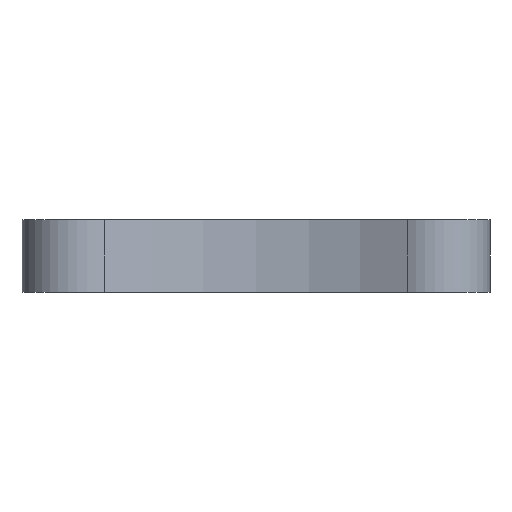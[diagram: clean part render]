
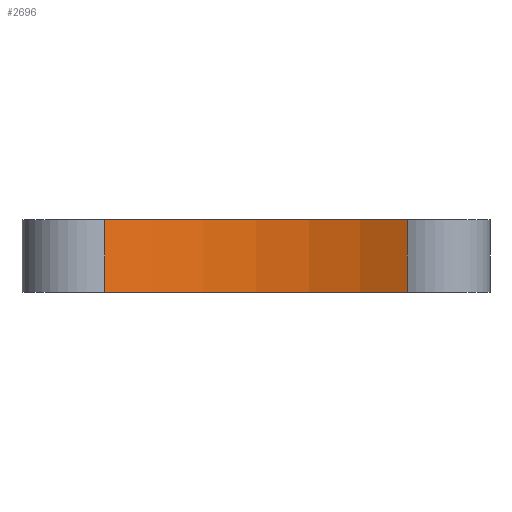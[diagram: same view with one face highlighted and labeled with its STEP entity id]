
A CAD part, front view. The second image highlights one B-rep face of the part: STEP entity #2696.
In plain terms, the highlighted cylindrical face has radius 43.962 mm (diameter 87.923 mm), a partial arc.
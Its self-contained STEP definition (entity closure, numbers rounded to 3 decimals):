
#135 = CARTESIAN_POINT ( 'NONE',  ( 0., -60., 4.5 ) ) ;
#142 = LINE ( 'NONE', #816, #2129 ) ;
#155 = CIRCLE ( 'NONE', #2328, 43.962 ) ;
#198 = EDGE_CURVE ( 'NONE', #1129, #598, #142, .T. ) ;
#313 = VERTEX_POINT ( 'NONE', #1167 ) ;
#557 = AXIS2_PLACEMENT_3D ( 'NONE', #3050, #1134, #1593 ) ;
#598 = VERTEX_POINT ( 'NONE', #1366 ) ;
#700 = DIRECTION ( 'NONE',  ( 0., 0., 1. ) ) ;
#730 = EDGE_LOOP ( 'NONE', ( #1525, #1565, #2917, #2762 ) ) ;
#816 = CARTESIAN_POINT ( 'NONE',  ( 21.981, -21.928, 4.5 ) ) ;
#876 = DIRECTION ( 'NONE',  ( 0., 0., -1. ) ) ;
#882 = CARTESIAN_POINT ( 'NONE',  ( 21.981, -21.928, 4.5 ) ) ;
#1036 = EDGE_CURVE ( 'NONE', #1129, #1708, #155, .T. ) ;
#1129 = VERTEX_POINT ( 'NONE', #882 ) ;
#1134 = DIRECTION ( 'NONE',  ( 0., 0., -1. ) ) ;
#1167 = CARTESIAN_POINT ( 'NONE',  ( -21.981, -21.928, -6. ) ) ;
#1366 = CARTESIAN_POINT ( 'NONE',  ( 21.981, -21.928, -6. ) ) ;
#1417 = DIRECTION ( 'NONE',  ( 1., 0., 0. ) ) ;
#1453 = CARTESIAN_POINT ( 'NONE',  ( -21.981, -21.928, 4.5 ) ) ;
#1525 = ORIENTED_EDGE ( 'NONE', *, *, #2544, .T. ) ;
#1549 = CARTESIAN_POINT ( 'NONE',  ( -21.981, -21.928, 4.5 ) ) ;
#1565 = ORIENTED_EDGE ( 'NONE', *, *, #3040, .F. ) ;
#1593 = DIRECTION ( 'NONE',  ( -1., 0., 0. ) ) ;
#1708 = VERTEX_POINT ( 'NONE', #1453 ) ;
#1821 = AXIS2_PLACEMENT_3D ( 'NONE', #3077, #700, #1417 ) ;
#2129 = VECTOR ( 'NONE', #876, 1000. ) ;
#2275 = CIRCLE ( 'NONE', #1821, 43.962 ) ;
#2328 = AXIS2_PLACEMENT_3D ( 'NONE', #135, #2998, #2790 ) ;
#2342 = FACE_OUTER_BOUND ( 'NONE', #730, .T. ) ;
#2522 = DIRECTION ( 'NONE',  ( 0., 0., -1. ) ) ;
#2544 = EDGE_CURVE ( 'NONE', #1708, #313, #2783, .T. ) ;
#2696 = ADVANCED_FACE ( 'NONE', ( #2342 ), #2798, .F. ) ;
#2762 = ORIENTED_EDGE ( 'NONE', *, *, #1036, .T. ) ;
#2783 = LINE ( 'NONE', #1549, #3095 ) ;
#2790 = DIRECTION ( 'NONE',  ( 1., 0., 0. ) ) ;
#2798 = CYLINDRICAL_SURFACE ( 'NONE', #557, 43.962 ) ;
#2917 = ORIENTED_EDGE ( 'NONE', *, *, #198, .F. ) ;
#2998 = DIRECTION ( 'NONE',  ( 0., 0., 1. ) ) ;
#3040 = EDGE_CURVE ( 'NONE', #598, #313, #2275, .T. ) ;
#3050 = CARTESIAN_POINT ( 'NONE',  ( 0., -60., 4.5 ) ) ;
#3077 = CARTESIAN_POINT ( 'NONE',  ( 0., -60., -6. ) ) ;
#3095 = VECTOR ( 'NONE', #2522, 1000. ) ;
